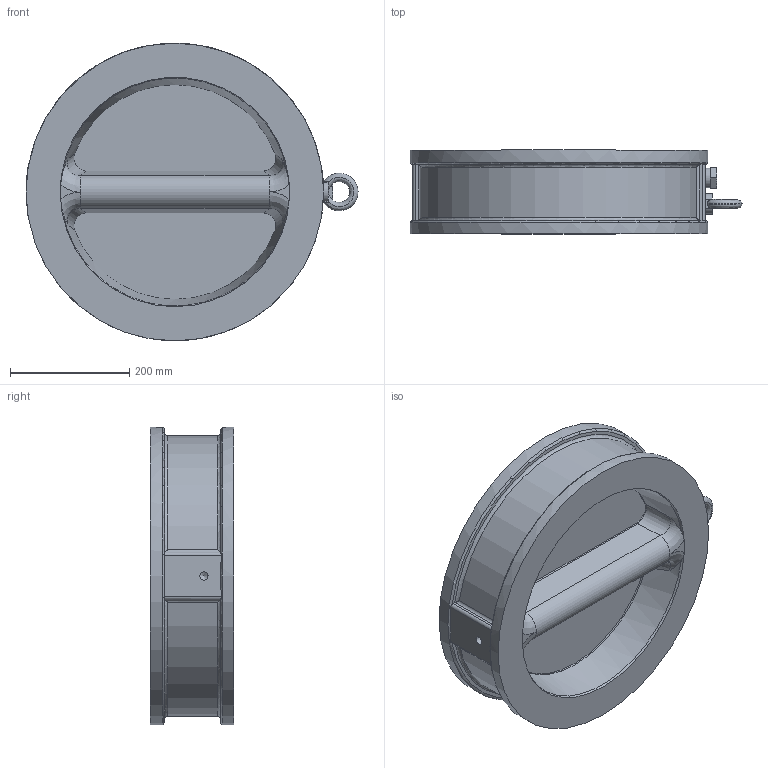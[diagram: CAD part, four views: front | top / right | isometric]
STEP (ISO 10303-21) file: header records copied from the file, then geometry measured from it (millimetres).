
FILE_DESCRIPTION((''),'2;1');
FILE_NAME('98100045.stp','2008-10-16T15:16:19',('hecker'),(''),'Autodesk Inventor 2008','Autodesk Inventor 2008','');
FILE_SCHEMA(('AUTOMOTIVE_DESIGN { 1 0 10303 214 1 1 1 1 }'));
Length unit declared in the file: millimetre
Products named in the file (1): 98100045
Bounding box: 556.5 x 140 x 499 mm (x, y, z)
Volume: 12985774.4 mm3; surface area: 980227.2 mm2
Topology: 1 solids, 1 shells, 277 faces, 746 edges, 490 vertices
Faces by surface type: plane 119, cylinder 95, bspline 30, cone 21, torus 12
Full cylindrical faces by diameter (mm): 2.7 x4, 23.545 x32, 33.25 x1, 35 x3, 37 x6, 388 x1, 410 x1, 499 x2
Entity records: 24334 total; most frequent: CARTESIAN_POINT 18376, ORIENTED_EDGE 1198, DIRECTION 1070, EDGE_CURVE 599, AXIS2_PLACEMENT_3D 424, VERTEX_POINT 416, EDGE_LOOP 337, FACE_OUTER_BOUND 253
